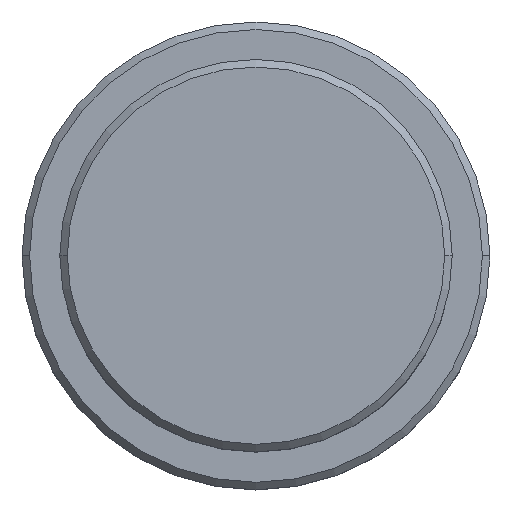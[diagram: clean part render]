
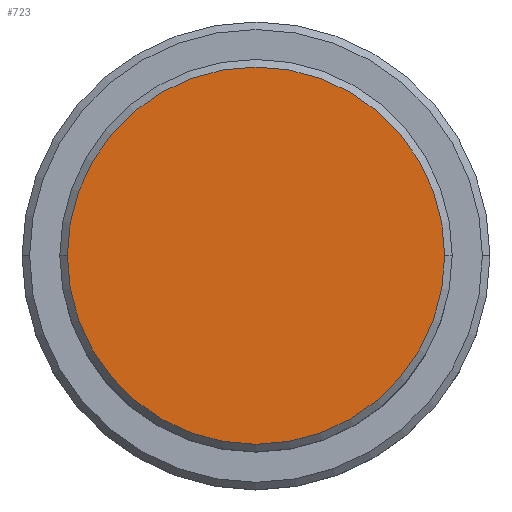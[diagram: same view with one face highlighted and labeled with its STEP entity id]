
A CAD part, top view. The second image highlights one B-rep face of the part: STEP entity #723.
In plain terms, the highlighted planar face has unit normal (0, 0, 1).
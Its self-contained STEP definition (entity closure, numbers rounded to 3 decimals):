
#9 = FACE_OUTER_BOUND ( 'NONE', #1149, .T. ) ;
#24 = DIRECTION ( 'NONE',  ( 0., 0., 1. ) ) ;
#81 = AXIS2_PLACEMENT_3D ( 'NONE', #809, #1318, #143 ) ;
#143 = DIRECTION ( 'NONE',  ( 1., 0., 0. ) ) ;
#241 = CARTESIAN_POINT ( 'NONE',  ( 0., 0., 0. ) ) ;
#248 = DIRECTION ( 'NONE',  ( 1., 0., 0. ) ) ;
#292 = CIRCLE ( 'NONE', #1030, 12.5 ) ;
#294 = CARTESIAN_POINT ( 'NONE',  ( 12.5, 0., 0. ) ) ;
#385 = EDGE_CURVE ( 'NONE', #872, #419, #292, .T. ) ;
#419 = VERTEX_POINT ( 'NONE', #1033 ) ;
#432 = EDGE_CURVE ( 'NONE', #419, #872, #967, .T. ) ;
#571 = CARTESIAN_POINT ( 'NONE',  ( 0., 0., 0. ) ) ;
#611 = AXIS2_PLACEMENT_3D ( 'NONE', #571, #24, #681 ) ;
#681 = DIRECTION ( 'NONE',  ( 1., 0., 0. ) ) ;
#723 = ADVANCED_FACE ( 'NONE', ( #9 ), #808, .T. ) ;
#785 = ORIENTED_EDGE ( 'NONE', *, *, #432, .T. ) ;
#808 = PLANE ( 'NONE',  #611 ) ;
#809 = CARTESIAN_POINT ( 'NONE',  ( 0., 0., 0. ) ) ;
#872 = VERTEX_POINT ( 'NONE', #294 ) ;
#967 = CIRCLE ( 'NONE', #81, 12.5 ) ;
#1030 = AXIS2_PLACEMENT_3D ( 'NONE', #241, #1231, #248 ) ;
#1033 = CARTESIAN_POINT ( 'NONE',  ( -12.5, 0., 0. ) ) ;
#1149 = EDGE_LOOP ( 'NONE', ( #785, #1374 ) ) ;
#1231 = DIRECTION ( 'NONE',  ( 0., 0., 1. ) ) ;
#1318 = DIRECTION ( 'NONE',  ( 0., 0., 1. ) ) ;
#1374 = ORIENTED_EDGE ( 'NONE', *, *, #385, .T. ) ;
